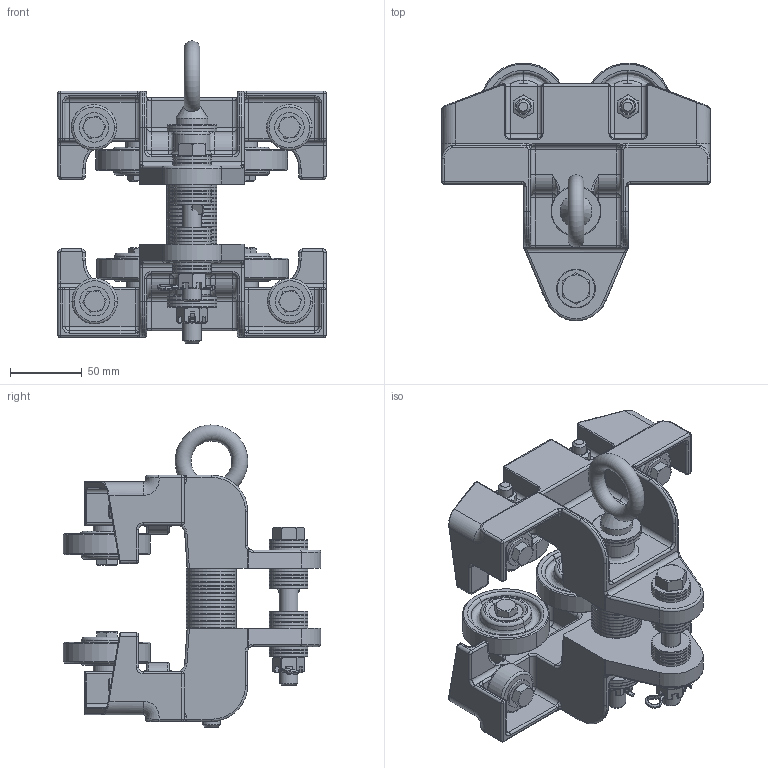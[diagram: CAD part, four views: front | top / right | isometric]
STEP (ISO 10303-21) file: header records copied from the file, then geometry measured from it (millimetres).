
FILE_DESCRIPTION((''),'2;1');
FILE_NAME('10353.stp','2009-10-21T07:17:29',('jholman'),(''),'Autodesk Inventor 2009','Autodesk Inventor 2009','');
FILE_SCHEMA(('AUTOMOTIVE_DESIGN { 1 0 10303 214 1 1 1 1 }'));
Length unit declared in the file: inch
Products named in the file (20): 3D11XYB4D; Hex Nut - UNC (Regular Thread - Inch) 3/8 - 16; 3D11TVB4B; 3D1153B4A; 3D11K3B4A; 3D11L3B4B; 3D11RYB4B; 3D11X6B4A; Hex Bolt - UNC (Regular Thread - Inch) 3/8-16 UNC - 1.75; 3D11YYB4C; 3D1197B4C; 3D11V6B4B; 3D1196B4A; 3D1186B4D; Hex Bolt - UNC (Regular Thread - Inch) 1/2-13 UNC - 4; Shoulder Pattern 2-A - UNC (Regular Thread - Inch) 1/2 - 13. Shoulder Pattern Type 2 - Style A; 3D11N3B4A; 3D11O3B4A; 3D10P3B4A; 3D11Y2B4A
Assembly tree (87 placements, depth 3):
  3D11XYB4D
    Hex Nut - UNC (Regular Thread - Inch) 3/8 - 16  x9
    3D11TVB4B  x4
    3D1153B4A  x4
    3D11K3B4A  x4
    3D11L3B4B  x4
    3D11RYB4B  x4
      3D11X6B4A
      3D1153B4A
      Hex Bolt - UNC (Regular Thread - Inch) 3/8-16 UNC - 1.75
    3D11YYB4C  x4
      3D1197B4C
      3D11V6B4B
      3D1196B4A
    3D1186B4D  x2
    Hex Bolt - UNC (Regular Thread - Inch) 1/2-13 UNC - 4
    Shoulder Pattern 2-A - UNC (Regular Thread - Inch) 1/2 - 13. Shoulder Pattern Type 2 - Style A
    3D11N3B4A  x17
    3D11O3B4A  x2
    3D10P3B4A  x22
    3D11Y2B4A  x2
Bounding box: 187.32 x 179.92 x 211.06 mm (x, y, z)
Volume: 944730.4 mm3; surface area: 353721 mm2
Topology: 100 solids, 100 shells, 3034 faces, 6643 edges, 3601 vertices
Faces by surface type: cylinder 875, plane 599, bspline 541, torus 438, sphere 346, cone 235
Full cylindrical faces by diameter (mm): 3.969 x1, 9.525 x12, 9.855 x4, 9.922 x4, 12.7 x2, 13.081 x1, 14.288 x8, 19.05 x5, 22.352 x1, 25.4 x4, 26.988 x17, 28.6 x4, 34.925 x22
Entity records: 33415 total; most frequent: CARTESIAN_POINT 11728, DIRECTION 4743, ORIENTED_EDGE 4084, AXIS2_PLACEMENT_3D 2046, EDGE_CURVE 2042, VERTEX_POINT 1173, CIRCLE 1105, EDGE_LOOP 1073
